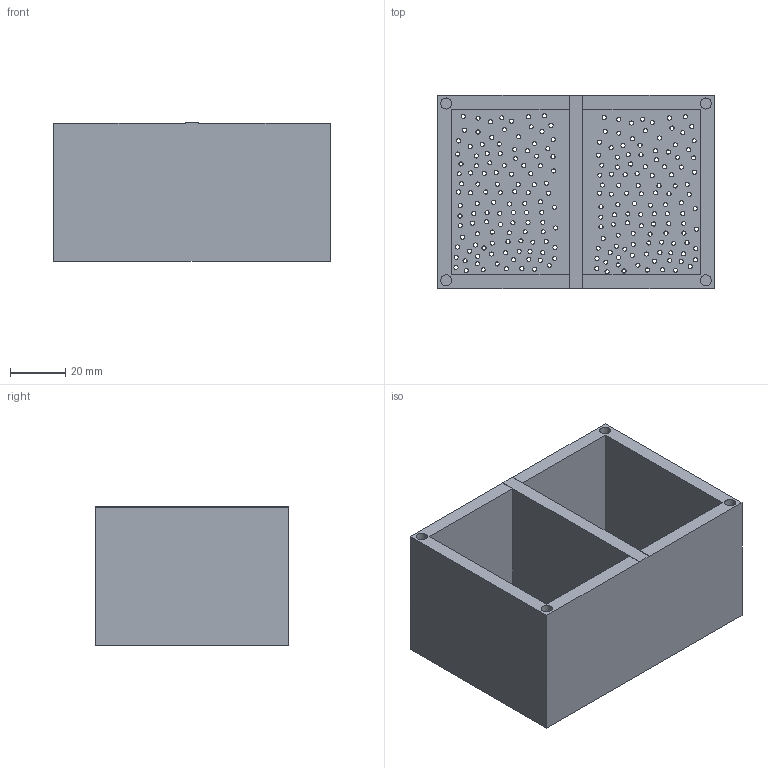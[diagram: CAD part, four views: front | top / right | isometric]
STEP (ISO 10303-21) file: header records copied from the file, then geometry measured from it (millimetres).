
FILE_DESCRIPTION(/* description */ (''),/* implementation_level */ '2;1');
FILE_NAME(/* name */ '5fbbe15c4270a91288fdf3a4',/* time_stamp */ '2020-11-23T16:20:45+00:00',/* author */ (''),/* organization */ (''),/* preprocessor_version */ 'ST-DEVELOPER v16.7',/* originating_system */ $,/* authorisation */ $);
FILE_SCHEMA (('AUTOMOTIVE_DESIGN {1 0 10303 214 3 1 1}'));
Length unit declared in the file: metre
Products named in the file (1): Part 1
Bounding box: 100 x 70 x 50.1 mm (x, y, z)
Volume: 118183.5 mm3; surface area: 54413 mm2
Topology: 1 solids, 1 shells, 258 faces, 756 edges, 504 vertices
Faces by surface type: cylinder 236, plane 22
Full cylindrical faces by diameter (mm): 1.5 x232, 4 x4
Entity records: 8630 total; most frequent: DIRECTION 1510, CARTESIAN_POINT 1283, ORIENTED_EDGE 1040, EDGE_LOOP 962, FACE_BOUND 962, AXIS2_PLACEMENT_3D 731, EDGE_CURVE 520, VERTEX_POINT 504
